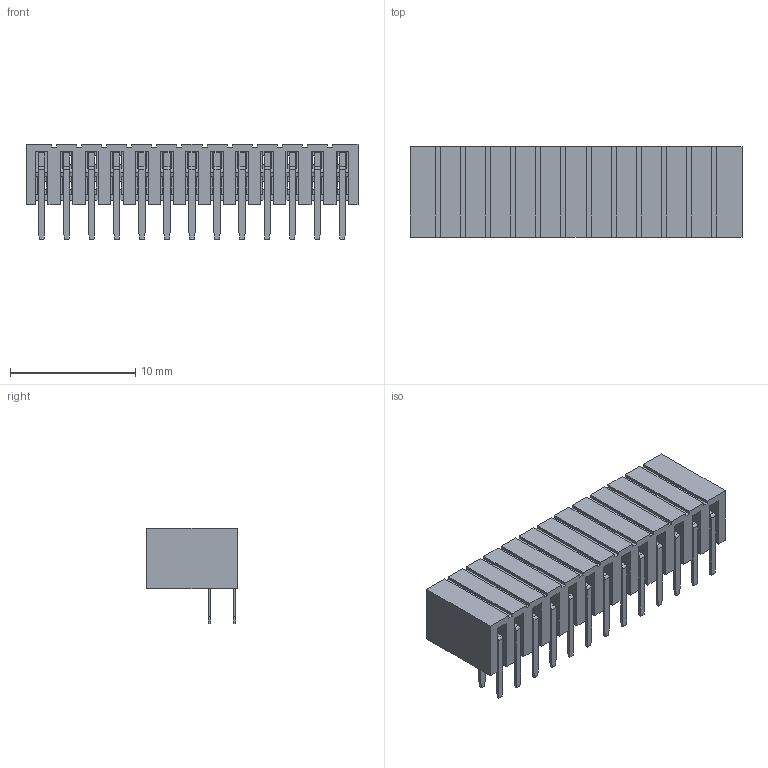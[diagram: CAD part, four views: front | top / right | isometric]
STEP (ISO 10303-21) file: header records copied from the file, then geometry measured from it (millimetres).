
FILE_DESCRIPTION(('STEP AP214'),'1');
FILE_NAME('female_header_a-bl200-da-g26d.stp','2015-03-26T16:50:17',('TraceParts'),('TraceParts S.A.'),'XStep 1.0',' ',' ');
FILE_SCHEMA(('automotive_design'));
Length unit declared in the file: millimetre
Products named in the file (1): 1
Bounding box: 26.5 x 7.2 x 7.65 mm (x, y, z)
Volume: 575.7 mm3; surface area: 1960.9 mm2
Topology: 1 solids, 1 shells, 1044 faces, 3224 edges, 2132 vertices
Faces by surface type: plane 966, cylinder 78
Entity records: 70604 total; most frequent: ORIENTED_EDGE 6448, CARTESIAN_POINT 6401, STYLED_ITEM 6400, PRESENTATION_STYLE_ASSIGNMENT 6400, COLOUR_RGB 6400, DIRECTION 5470, EDGE_CURVE 3224, CURVE_STYLE 3224
